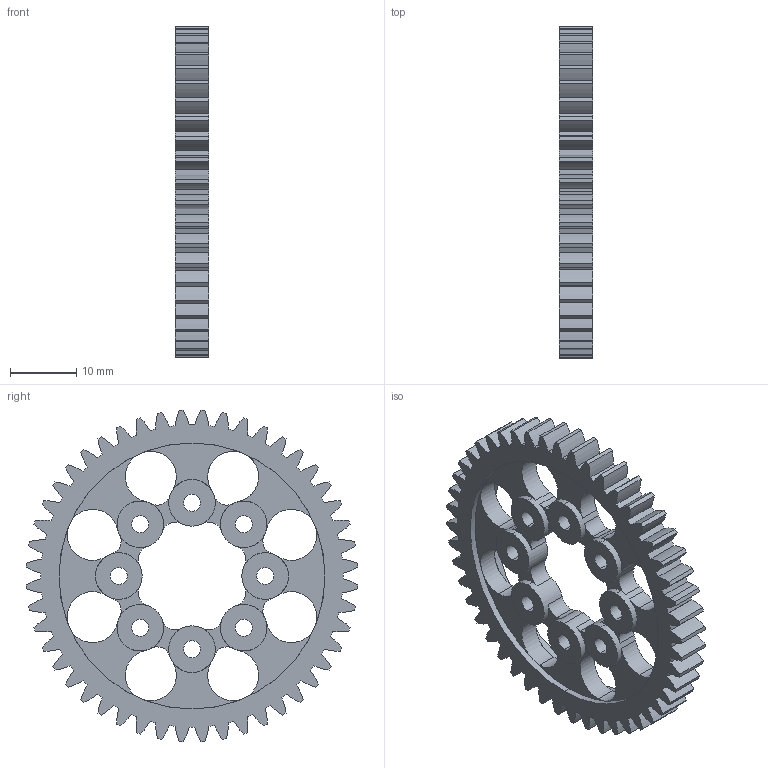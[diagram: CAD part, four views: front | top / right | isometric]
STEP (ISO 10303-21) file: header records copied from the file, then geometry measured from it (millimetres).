
FILE_DESCRIPTION (( 'STEP AP214' ), '1' );
FILE_NAME ('Gear1048machined.STEP', '2017-09-26T14:18:52', ( '' ), ( '' ), 'SwSTEP 2.0', 'SolidWorks 2016', '' );
FILE_SCHEMA (( 'AUTOMOTIVE_DESIGN' ));
Length unit declared in the file: millimetre
Products named in the file (2): Gear1048machined
Bounding box: 5 x 49.93 x 49.93 mm (x, y, z)
Volume: 4793.6 mm3; surface area: 5266.5 mm2
Topology: 1 solids, 1 shells, 298 faces, 917 edges, 606 vertices
Faces by surface type: cylinder 271, plane 27
Entity records: 10732 total; most frequent: DIRECTION 2139, ORIENTED_EDGE 1834, CARTESIAN_POINT 1823, AXIS2_PLACEMENT_3D 922, EDGE_CURVE 917, CIRCLE 622, VERTEX_POINT 606, EDGE_LOOP 317
